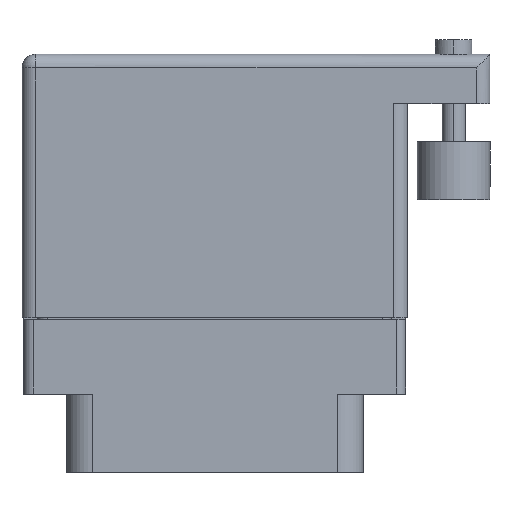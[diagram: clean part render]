
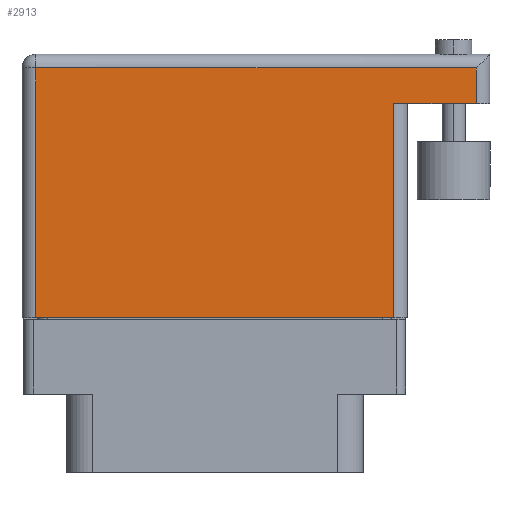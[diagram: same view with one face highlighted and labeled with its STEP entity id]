
A CAD part, front view. The second image highlights one B-rep face of the part: STEP entity #2913.
In plain terms, the highlighted face is planar.
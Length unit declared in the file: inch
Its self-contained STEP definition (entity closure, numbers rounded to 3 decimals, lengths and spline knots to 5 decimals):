
#71 = VERTEX_POINT ( 'NONE', #3112 ) ;
#1548 = DIRECTION ( 'NONE',  ( -1., 0., 0. ) ) ;
#1709 = CARTESIAN_POINT ( 'NONE',  ( 0.9465, 0.636, 0.3575 ) ) ;
#1820 = CARTESIAN_POINT ( 'NONE',  ( 0.8995, 0.806, 0.3575 ) ) ;
#2691 = EDGE_CURVE ( 'NONE', #4607, #71, #11422, .T. ) ;
#2913 = ADVANCED_FACE ( 'NONE', ( #12532 ), #22930, .F. ) ;
#3112 = CARTESIAN_POINT ( 'NONE',  ( -0.6155, -0.1, 0.3575 ) ) ;
#3393 = LINE ( 'NONE', #1820, #17815 ) ;
#4497 = VERTEX_POINT ( 'NONE', #15058 ) ;
#4513 = DIRECTION ( 'NONE',  ( 0., -1., 0. ) ) ;
#4557 = LINE ( 'NONE', #10481, #15660 ) ;
#4607 = VERTEX_POINT ( 'NONE', #6362 ) ;
#5309 = CARTESIAN_POINT ( 'NONE',  ( 0.6155, -0.1, 0.3575 ) ) ;
#5846 = VECTOR ( 'NONE', #12007, 39.37008 ) ;
#5939 = EDGE_LOOP ( 'NONE', ( #18374, #16642, #18986, #7722, #18980, #16026 ) ) ;
#6304 = VERTEX_POINT ( 'NONE', #15204 ) ;
#6362 = CARTESIAN_POINT ( 'NONE',  ( -0.6155, 0.759, 0.3575 ) ) ;
#6694 = VECTOR ( 'NONE', #4513, 39.37008 ) ;
#6963 = CARTESIAN_POINT ( 'NONE',  ( -0.6625, 0.806, 0.3575 ) ) ;
#7722 = ORIENTED_EDGE ( 'NONE', *, *, #10166, .T. ) ;
#8705 = DIRECTION ( 'NONE',  ( 0., 1., 0. ) ) ;
#9104 = EDGE_CURVE ( 'NONE', #12324, #6304, #4557, .T. ) ;
#9170 = VECTOR ( 'NONE', #16906, 39.37008 ) ;
#10166 = EDGE_CURVE ( 'NONE', #4497, #21893, #3393, .T. ) ;
#10310 = DIRECTION ( 'NONE',  ( 0., 0., -1. ) ) ;
#10481 = CARTESIAN_POINT ( 'NONE',  ( 0.6155, 0.636, 0.3575 ) ) ;
#11109 = LINE ( 'NONE', #15124, #9170 ) ;
#11302 = AXIS2_PLACEMENT_3D ( 'NONE', #6963, #10310, #1548 ) ;
#11422 = LINE ( 'NONE', #22165, #6694 ) ;
#12007 = DIRECTION ( 'NONE',  ( 1., 0., 0. ) ) ;
#12148 = LINE ( 'NONE', #1709, #18825 ) ;
#12324 = VERTEX_POINT ( 'NONE', #5309 ) ;
#12532 = FACE_OUTER_BOUND ( 'NONE', #5939, .T. ) ;
#14123 = DIRECTION ( 'NONE',  ( -1., 0., 0. ) ) ;
#15058 = CARTESIAN_POINT ( 'NONE',  ( 0.8995, 0.636, 0.3575 ) ) ;
#15124 = CARTESIAN_POINT ( 'NONE',  ( -0.6625, 0.759, 0.3575 ) ) ;
#15204 = CARTESIAN_POINT ( 'NONE',  ( 0.6155, 0.636, 0.3575 ) ) ;
#15660 = VECTOR ( 'NONE', #17625, 39.37008 ) ;
#16026 = ORIENTED_EDGE ( 'NONE', *, *, #2691, .T. ) ;
#16642 = ORIENTED_EDGE ( 'NONE', *, *, #9104, .T. ) ;
#16906 = DIRECTION ( 'NONE',  ( -1., 0., 0. ) ) ;
#17625 = DIRECTION ( 'NONE',  ( 0., 1., 0. ) ) ;
#17815 = VECTOR ( 'NONE', #8705, 39.37008 ) ;
#17962 = EDGE_CURVE ( 'NONE', #4497, #6304, #12148, .T. ) ;
#18063 = LINE ( 'NONE', #22685, #5846 ) ;
#18374 = ORIENTED_EDGE ( 'NONE', *, *, #22217, .T. ) ;
#18825 = VECTOR ( 'NONE', #14123, 39.37008 ) ;
#18980 = ORIENTED_EDGE ( 'NONE', *, *, #21550, .T. ) ;
#18986 = ORIENTED_EDGE ( 'NONE', *, *, #17962, .F. ) ;
#21550 = EDGE_CURVE ( 'NONE', #21893, #4607, #11109, .T. ) ;
#21842 = CARTESIAN_POINT ( 'NONE',  ( 0.8995, 0.759, 0.3575 ) ) ;
#21893 = VERTEX_POINT ( 'NONE', #21842 ) ;
#22165 = CARTESIAN_POINT ( 'NONE',  ( -0.6155, -0.1, 0.3575 ) ) ;
#22217 = EDGE_CURVE ( 'NONE', #71, #12324, #18063, .T. ) ;
#22685 = CARTESIAN_POINT ( 'NONE',  ( -0.6625, -0.1, 0.3575 ) ) ;
#22930 = PLANE ( 'NONE',  #11302 ) ;
